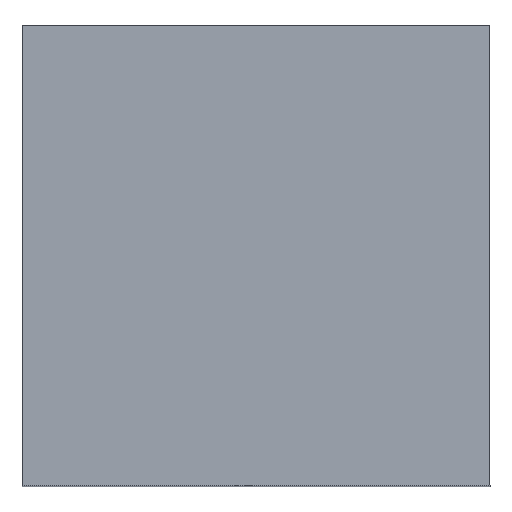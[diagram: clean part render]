
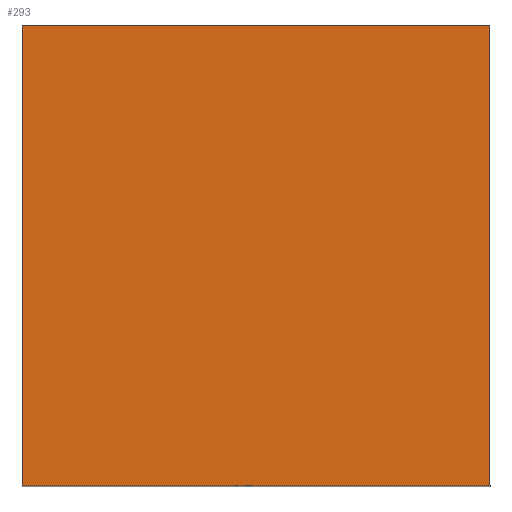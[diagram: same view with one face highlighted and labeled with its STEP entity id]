
A CAD part, top view. The second image highlights one B-rep face of the part: STEP entity #293.
In plain terms, the highlighted planar face has unit normal (0, 0, 1).
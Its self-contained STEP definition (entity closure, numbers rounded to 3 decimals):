
#30=FACE_OUTER_BOUND('',#45,.T.);
#45=EDGE_LOOP('',(#239,#240,#241,#242));
#54=LINE('',#410,#91);
#68=LINE('',#438,#105);
#80=LINE('',#466,#117);
#84=LINE('',#473,#121);
#91=VECTOR('',#335,10.);
#105=VECTOR('',#357,10.);
#117=VECTOR('',#381,10.);
#121=VECTOR('',#389,10.);
#128=VERTEX_POINT('',#407);
#129=VERTEX_POINT('',#409);
#138=VERTEX_POINT('',#434);
#149=VERTEX_POINT('',#465);
#154=EDGE_CURVE('',#128,#129,#54,.T.);
#168=EDGE_CURVE('',#138,#129,#68,.T.);
#182=EDGE_CURVE('',#149,#138,#80,.T.);
#186=EDGE_CURVE('',#149,#128,#84,.T.);
#239=ORIENTED_EDGE('',*,*,#182,.T.);
#240=ORIENTED_EDGE('',*,*,#168,.T.);
#241=ORIENTED_EDGE('',*,*,#154,.F.);
#242=ORIENTED_EDGE('',*,*,#186,.F.);
#278=PLANE('',#324);
#293=ADVANCED_FACE('',(#30),#278,.T.);
#324=AXIS2_PLACEMENT_3D('',#472,#387,#388);
#335=DIRECTION('',(0.,-1.,0.));
#357=DIRECTION('',(1.,0.,0.));
#381=DIRECTION('',(0.,-1.,0.));
#387=DIRECTION('center_axis',(0.,0.,1.));
#388=DIRECTION('ref_axis',(1.,0.,0.));
#389=DIRECTION('',(1.,0.,0.));
#407=CARTESIAN_POINT('',(14.7,7.5,0.));
#409=CARTESIAN_POINT('',(14.7,-5.,0.));
#410=CARTESIAN_POINT('',(14.7,0.,0.));
#434=CARTESIAN_POINT('',(2.,-5.,0.));
#438=CARTESIAN_POINT('',(14.,-5.,0.));
#465=CARTESIAN_POINT('',(2.,7.5,0.));
#466=CARTESIAN_POINT('',(2.,0.,0.));
#472=CARTESIAN_POINT('Origin',(0.,0.,0.));
#473=CARTESIAN_POINT('',(0.,7.5,0.));
